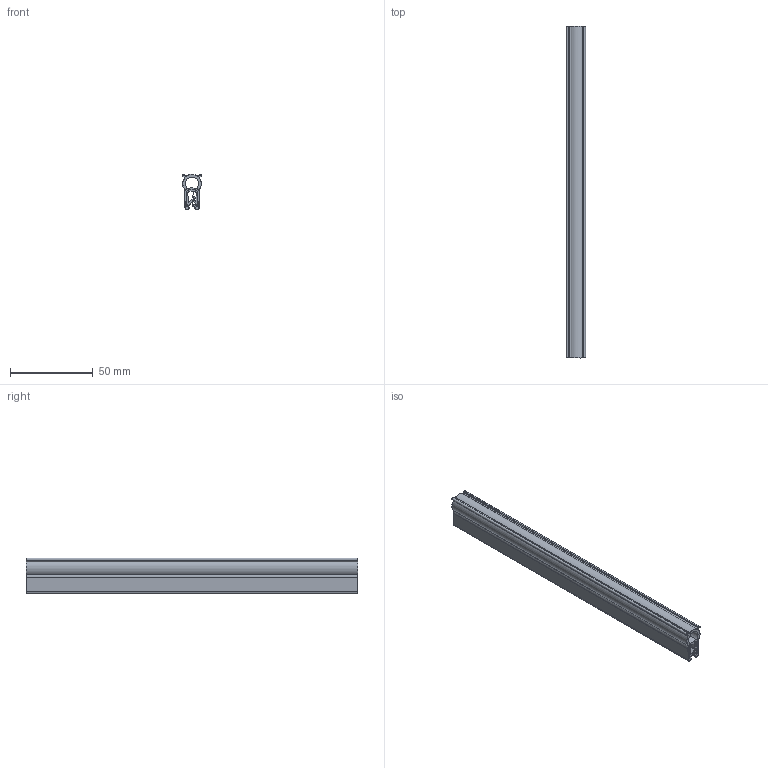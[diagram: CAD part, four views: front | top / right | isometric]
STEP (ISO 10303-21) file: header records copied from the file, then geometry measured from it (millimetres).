
FILE_DESCRIPTION((''),'2;1');
FILE_NAME('','2005-07-15T09:58:44',(''),(''),'','CADfix','');
FILE_SCHEMA(('AUTOMOTIVE_DESIGN'));
Length unit declared in the file: millimetre
Products named in the file (5): sheet; rubber foam; gasket; center core; TEM_1011_05_E_29949_36
Assembly tree (4 placements, depth 2):
  TEM_1011_05_E_29949_36
    sheet
    rubber foam
    gasket
    center core
Bounding box: 11.5 x 200 x 21.5 mm (x, y, z)
Volume: 24573.3 mm3; surface area: 78496.7 mm2
Topology: 4 solids, 4 shells, 131 faces, 369 edges, 246 vertices
Faces by surface type: bspline 131
Entity records: 4251 total; most frequent: CARTESIAN_POINT 2057, ORIENTED_EDGE 738, EDGE_CURVE 369, VERTEX_POINT 246, QUASI_UNIFORM_CURVE 237, EDGE_LOOP 133, FACE_OUTER_BOUND 131, ADVANCED_FACE 131
